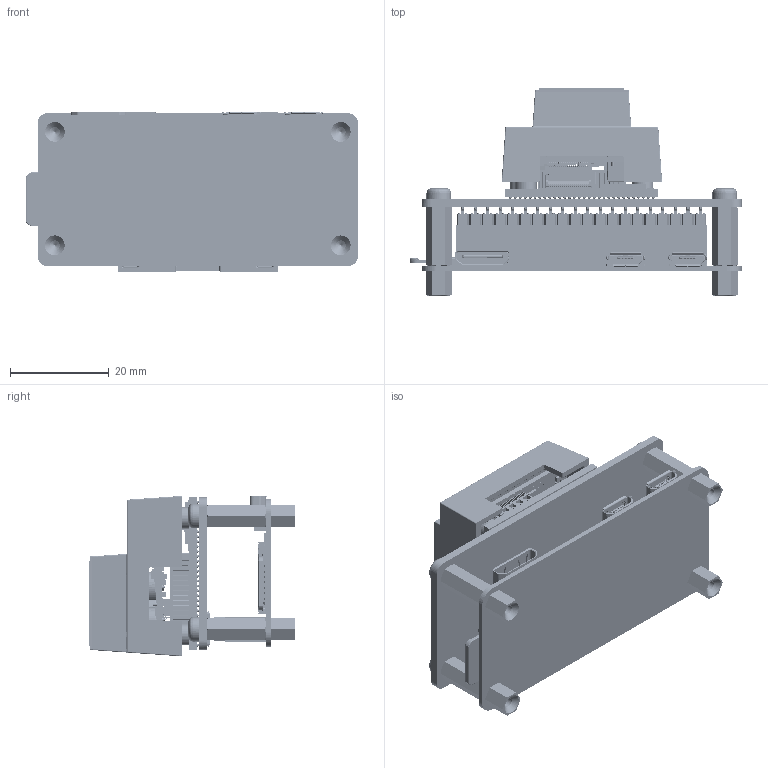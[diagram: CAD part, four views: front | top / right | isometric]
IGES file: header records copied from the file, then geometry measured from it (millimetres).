
Global section: file name: DVKit (S); native system: Autodesk Inventor 2018; preprocessor: unknown; author: Hamouda; date: 20190617.181628; units: millimetre
Bounding box: 67.34 x 41.97 x 32.62 mm (x, y, z)
Volume: 17753.7 mm3; surface area: 35650.3 mm2
Topology: 1004 solids, 1038 shells, 13977 faces, 36441 edges, 23499 vertices
Faces by surface type: bspline 13977
